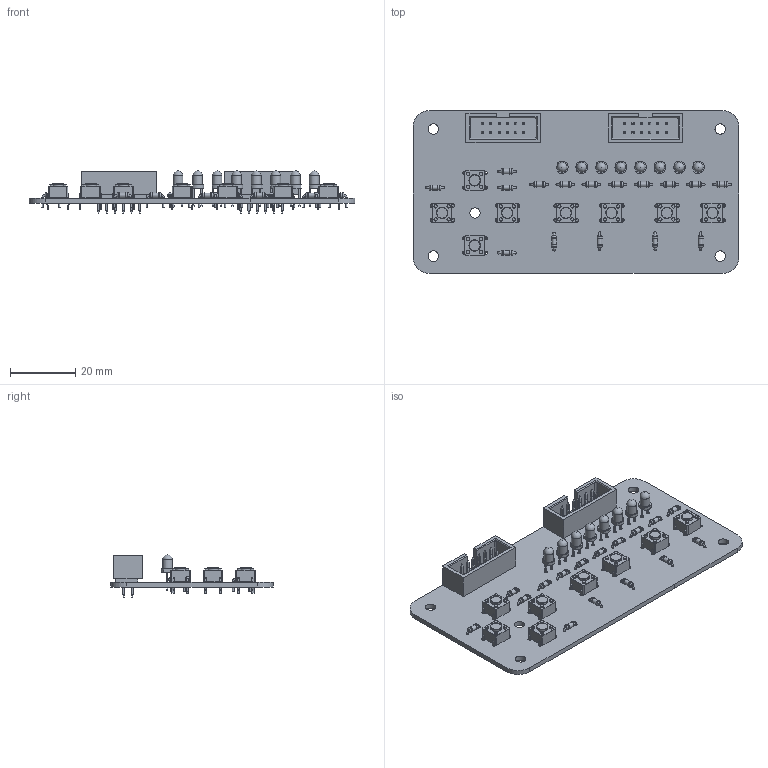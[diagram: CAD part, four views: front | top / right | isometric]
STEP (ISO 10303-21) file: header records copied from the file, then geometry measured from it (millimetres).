
FILE_DESCRIPTION(('KiCad electronic assembly'),'2;1');
FILE_NAME('GPIO Helper.step','2025-10-02T20:24:32',('Pcbnew'),('Kicad'), 'Open CASCADE STEP processor 7.8','KiCad to STEP converter','Unknown' );
FILE_SCHEMA(('AUTOMOTIVE_DESIGN { 1 0 10303 214 1 1 1 1 }'));
Length unit declared in the file: millimetre
Products named in the file (8): GPIO Helper 1; LED_D3.0mm; R_Axial_DIN0204_L3.6mm_D1.6mm_P5.08mm_Horizontal; SW_PUSH_6mm; 0702461201; SOLID; COMPOUND; GPIO Helper_PCB
Assembly tree (37 placements, depth 3):
  GPIO Helper 1
    LED_D3.0mm  x8
    R_Axial_DIN0204_L3.6mm_D1.6mm_P5.08mm_Horizontal  x16
    SW_PUSH_6mm  x8
    0702461201  x2
      SOLID
      COMPOUND
    GPIO Helper_PCB
Bounding box: 100 x 50 x 12.94 mm (x, y, z)
Volume: 10620.8 mm3; surface area: 16733.1 mm2
Topology: 35 solids, 35 shells, 1940 faces, 4760 edges, 3080 vertices
Faces by surface type: plane 1313, cylinder 547, torus 72, sphere 8
Full cylindrical faces by diameter (mm): 0.5 x32, 0.7 x32, 0.9 x16, 1 x56, 1.1 x32, 1.44 x16, 1.6 x32, 3 x8, 3.2 x5, 3.5 x8
Entity records: 18962 total; most frequent: CARTESIAN_POINT 3247, DIRECTION 3004, ORIENTED_EDGE 2862, EDGE_CURVE 1431, LINE 1086, VECTOR 1086, AXIS2_PLACEMENT_3D 959, VERTEX_POINT 904
